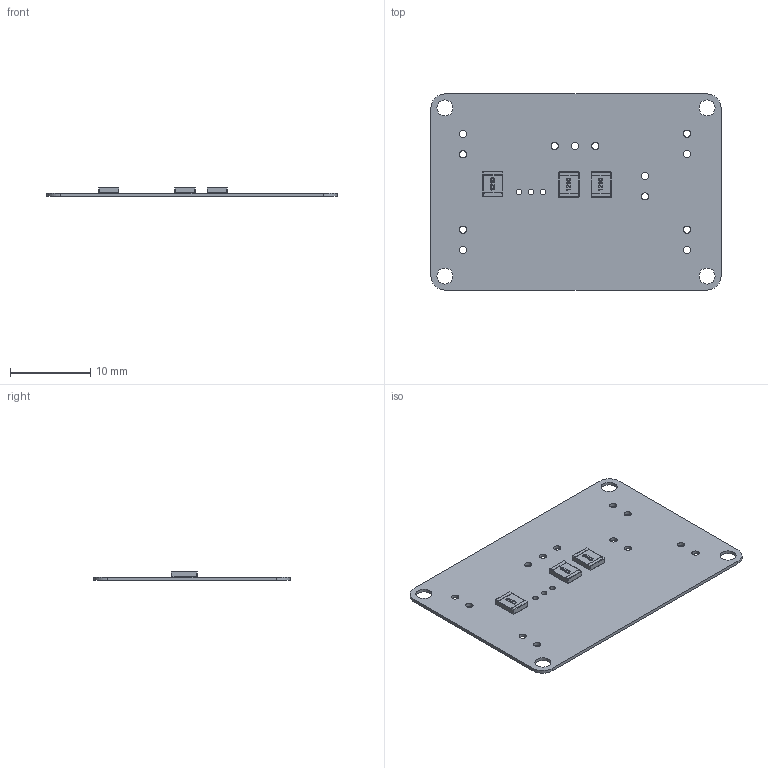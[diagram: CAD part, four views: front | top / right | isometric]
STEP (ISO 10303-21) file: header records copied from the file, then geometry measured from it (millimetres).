
FILE_DESCRIPTION(('Open CASCADE Model'),'2;1');
FILE_NAME('Open CASCADE Shape Model','2021-07-31T13:40:50',('Author'),( 'Open CASCADE'),'Open CASCADE STEP processor 6.8','Open CASCADE 6.8' ,'Unknown');
FILE_SCHEMA(('AUTOMOTIVE_DESIGN { 1 0 10303 214 1 1 1 1 }'));
Length unit declared in the file: millimetre
Products named in the file (7): PCB; Board; Open CASCADE STEP translator 6.8 2.1.1; R3; RES_-_1210; R2; R1
Assembly tree (8 placements, depth 3):
  PCB
    Board
      Open CASCADE STEP translator 6.8 2.1.1
    R3
      RES_-_1210
    R2
      RES_-_1210
    R1
      RES_-_1210
Bounding box: 36.25 x 24.5 x 1.11 mm (x, y, z)
Volume: 371.2 mm3; surface area: 1874.4 mm2
Topology: 4 solids, 4 shells, 243 faces, 744 edges, 524 vertices
Faces by surface type: cylinder 108, torus 60, plane 51, sphere 24
Full cylindrical faces by diameter (mm): 0.7 x3, 0.9 x13, 2 x4
Entity records: 4003 total; most frequent: CARTESIAN_POINT 910, DIRECTION 610, ORIENTED_EDGE 608, EDGE_CURVE 304, AXIS2_PLACEMENT_3D 254, VERTEX_POINT 212, FACE_BOUND 146, EDGE_LOOP 146
